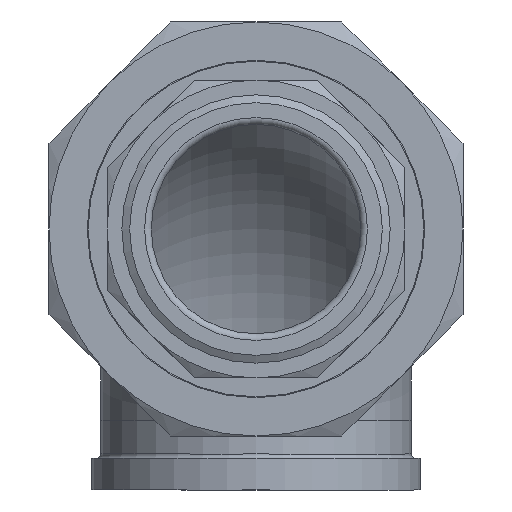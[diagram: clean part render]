
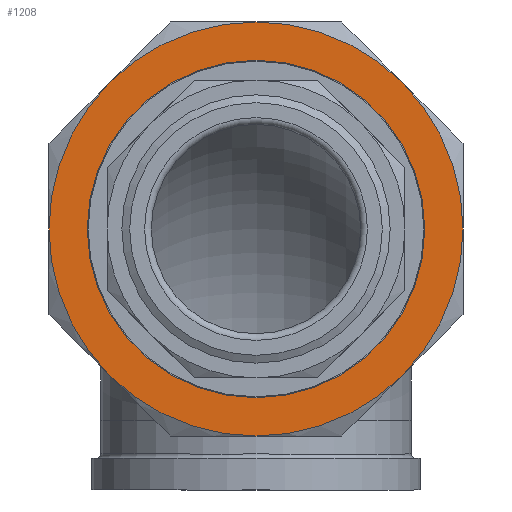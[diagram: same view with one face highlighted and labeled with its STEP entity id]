
A CAD part, left-side view. The second image highlights one B-rep face of the part: STEP entity #1208.
In plain terms, the highlighted planar face has unit normal (-1, 0, 0).
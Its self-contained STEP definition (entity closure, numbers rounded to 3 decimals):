
#51=FACE_BOUND('',#309,.T.);
#175=PLANE('',#1387);
#224=FACE_OUTER_BOUND('',#308,.T.);
#308=EDGE_LOOP('',(#915,#916,#917,#918,#919,#920,#921,#922));
#309=EDGE_LOOP('',(#923));
#379=CIRCLE('',#1349,46.);
#380=CIRCLE('',#1351,46.);
#381=CIRCLE('',#1353,46.);
#382=CIRCLE('',#1355,46.);
#383=CIRCLE('',#1357,46.);
#384=CIRCLE('',#1359,46.);
#385=CIRCLE('',#1361,46.);
#386=CIRCLE('',#1363,46.);
#395=CIRCLE('',#1383,37.5);
#516=VERTEX_POINT('',#1960);
#517=VERTEX_POINT('',#1964);
#519=VERTEX_POINT('',#1971);
#521=VERTEX_POINT('',#1981);
#523=VERTEX_POINT('',#1994);
#525=VERTEX_POINT('',#2004);
#527=VERTEX_POINT('',#2014);
#529=VERTEX_POINT('',#2024);
#538=VERTEX_POINT('',#2072);
#635=EDGE_CURVE('',#516,#517,#379,.T.);
#638=EDGE_CURVE('',#519,#516,#380,.T.);
#641=EDGE_CURVE('',#521,#519,#381,.T.);
#643=EDGE_CURVE('',#523,#521,#382,.T.);
#646=EDGE_CURVE('',#525,#523,#383,.T.);
#649=EDGE_CURVE('',#527,#525,#384,.T.);
#652=EDGE_CURVE('',#529,#527,#385,.T.);
#655=EDGE_CURVE('',#517,#529,#386,.T.);
#673=EDGE_CURVE('',#538,#538,#395,.T.);
#915=ORIENTED_EDGE('',*,*,#655,.T.);
#916=ORIENTED_EDGE('',*,*,#652,.T.);
#917=ORIENTED_EDGE('',*,*,#649,.T.);
#918=ORIENTED_EDGE('',*,*,#646,.T.);
#919=ORIENTED_EDGE('',*,*,#643,.T.);
#920=ORIENTED_EDGE('',*,*,#641,.T.);
#921=ORIENTED_EDGE('',*,*,#638,.T.);
#922=ORIENTED_EDGE('',*,*,#635,.T.);
#923=ORIENTED_EDGE('',*,*,#673,.T.);
#1208=ADVANCED_FACE('',(#224,#51),#175,.T.);
#1349=AXIS2_PLACEMENT_3D('',#1968,#1535,#1536);
#1351=AXIS2_PLACEMENT_3D('',#1978,#1539,#1540);
#1353=AXIS2_PLACEMENT_3D('',#1988,#1543,#1544);
#1355=AXIS2_PLACEMENT_3D('',#1995,#1547,#1548);
#1357=AXIS2_PLACEMENT_3D('',#2005,#1551,#1552);
#1359=AXIS2_PLACEMENT_3D('',#2015,#1555,#1556);
#1361=AXIS2_PLACEMENT_3D('',#2025,#1559,#1560);
#1363=AXIS2_PLACEMENT_3D('',#2034,#1563,#1564);
#1383=AXIS2_PLACEMENT_3D('',#2073,#1611,#1612);
#1387=AXIS2_PLACEMENT_3D('',#2080,#1622,#1623);
#1535=DIRECTION('center_axis',(-1.,0.,0.));
#1536=DIRECTION('ref_axis',(0.,1.,0.));
#1539=DIRECTION('center_axis',(-1.,0.,0.));
#1540=DIRECTION('ref_axis',(0.,1.,0.));
#1543=DIRECTION('center_axis',(-1.,0.,0.));
#1544=DIRECTION('ref_axis',(0.,1.,0.));
#1547=DIRECTION('center_axis',(-1.,0.,0.));
#1548=DIRECTION('ref_axis',(0.,1.,0.));
#1551=DIRECTION('center_axis',(-1.,0.,0.));
#1552=DIRECTION('ref_axis',(0.,1.,0.));
#1555=DIRECTION('center_axis',(-1.,0.,0.));
#1556=DIRECTION('ref_axis',(0.,1.,0.));
#1559=DIRECTION('center_axis',(-1.,0.,0.));
#1560=DIRECTION('ref_axis',(0.,1.,0.));
#1563=DIRECTION('center_axis',(-1.,0.,0.));
#1564=DIRECTION('ref_axis',(0.,1.,0.));
#1611=DIRECTION('center_axis',(1.,0.,0.));
#1612=DIRECTION('ref_axis',(0.,0.,1.));
#1622=DIRECTION('center_axis',(-1.,0.,0.));
#1623=DIRECTION('ref_axis',(0.,0.,1.));
#1960=CARTESIAN_POINT('',(-27.,0.,46.));
#1964=CARTESIAN_POINT('',(-27.,32.527,32.527));
#1968=CARTESIAN_POINT('Origin',(-27.,0.,0.));
#1971=CARTESIAN_POINT('',(-27.,-32.527,32.527));
#1978=CARTESIAN_POINT('Origin',(-27.,0.,0.));
#1981=CARTESIAN_POINT('',(-27.,-46.,0.));
#1988=CARTESIAN_POINT('Origin',(-27.,0.,0.));
#1994=CARTESIAN_POINT('',(-27.,-32.527,-32.527));
#1995=CARTESIAN_POINT('Origin',(-27.,0.,0.));
#2004=CARTESIAN_POINT('',(-27.,0.,-46.));
#2005=CARTESIAN_POINT('Origin',(-27.,0.,0.));
#2014=CARTESIAN_POINT('',(-27.,32.527,-32.527));
#2015=CARTESIAN_POINT('Origin',(-27.,0.,0.));
#2024=CARTESIAN_POINT('',(-27.,46.,0.));
#2025=CARTESIAN_POINT('Origin',(-27.,0.,0.));
#2034=CARTESIAN_POINT('Origin',(-27.,0.,0.));
#2072=CARTESIAN_POINT('',(-27.,0.,-37.5));
#2073=CARTESIAN_POINT('Origin',(-27.,0.,0.));
#2080=CARTESIAN_POINT('Origin',(-27.,0.,0.));
